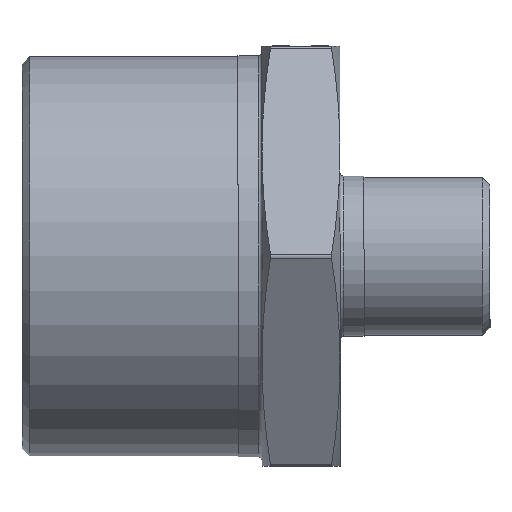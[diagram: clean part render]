
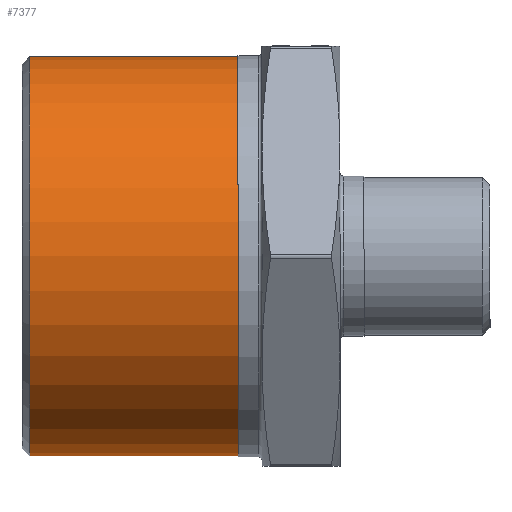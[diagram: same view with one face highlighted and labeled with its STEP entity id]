
A CAD part, front view. The second image highlights one B-rep face of the part: STEP entity #7377.
In plain terms, the highlighted cylindrical face has radius 16.625 mm (diameter 33.249 mm), a full revolution.
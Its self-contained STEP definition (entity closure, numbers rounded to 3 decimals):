
#2774 = CYLINDRICAL_SURFACE ( 'NONE', #4921, 16.625 ) ;
#2775 = FACE_OUTER_BOUND ( 'NONE', #3735, .T. ) ;
#2776 = DIRECTION ( 'NONE',  ( 0., 0., 1. ) ) ;
#2779 = FACE_OUTER_BOUND ( 'NONE', #3762, .T. ) ;
#2797 = DIRECTION ( 'NONE',  ( -1., 0., 0. ) ) ;
#2798 = CARTESIAN_POINT ( 'NONE',  ( 0., 0., 0. ) ) ;
#3310 = ORIENTED_EDGE ( 'NONE', *, *, #7825, .T. ) ;
#3321 = ORIENTED_EDGE ( 'NONE', *, *, #7823, .F. ) ;
#3735 = EDGE_LOOP ( 'NONE', ( #3310 ) ) ;
#3762 = EDGE_LOOP ( 'NONE', ( #3321 ) ) ;
#4921 = AXIS2_PLACEMENT_3D ( 'NONE', #2798, #2797, #2776 ) ;
#7377 = ADVANCED_FACE ( 'NONE', ( #2775, #2779 ), #2774, .T. ) ;
#7823 = EDGE_CURVE ( 'NONE', #12413, #12413, #10881, .T. ) ;
#7825 = EDGE_CURVE ( 'NONE', #12414, #12414, #10853, .T. ) ;
#10853 = CIRCLE ( 'NONE', #10861, 16.625 ) ;
#10861 = AXIS2_PLACEMENT_3D ( 'NONE', #12276, #12261, #12252 ) ;
#10881 = CIRCLE ( 'NONE', #10894, 16.625 ) ;
#10894 = AXIS2_PLACEMENT_3D ( 'NONE', #12283, #12239, #12262 ) ;
#12239 = DIRECTION ( 'NONE',  ( -1., 0., 0. ) ) ;
#12252 = DIRECTION ( 'NONE',  ( 0., 0., 1. ) ) ;
#12261 = DIRECTION ( 'NONE',  ( -1., 0., 0. ) ) ;
#12262 = DIRECTION ( 'NONE',  ( 0., 0., 1. ) ) ;
#12276 = CARTESIAN_POINT ( 'NONE',  ( -5.25, 0., 0. ) ) ;
#12283 = CARTESIAN_POINT ( 'NONE',  ( -22.625, 0., 0. ) ) ;
#12396 = CARTESIAN_POINT ( 'NONE',  ( -22.625, 0., 16.624 ) ) ;
#12413 = VERTEX_POINT ( 'NONE', #12396 ) ;
#12414 = VERTEX_POINT ( 'NONE', #12415 ) ;
#12415 = CARTESIAN_POINT ( 'NONE',  ( -5.25, 0., 16.624 ) ) ;
